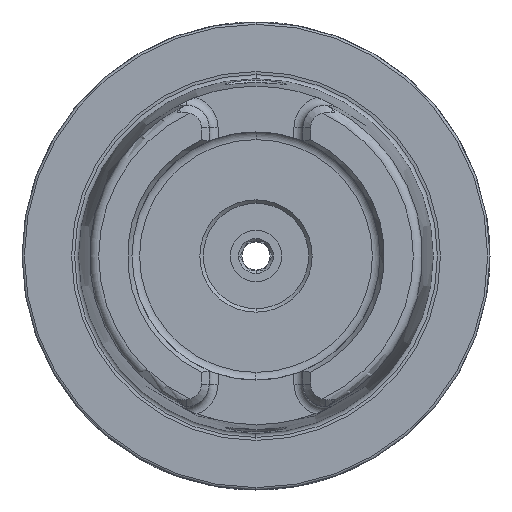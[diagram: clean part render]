
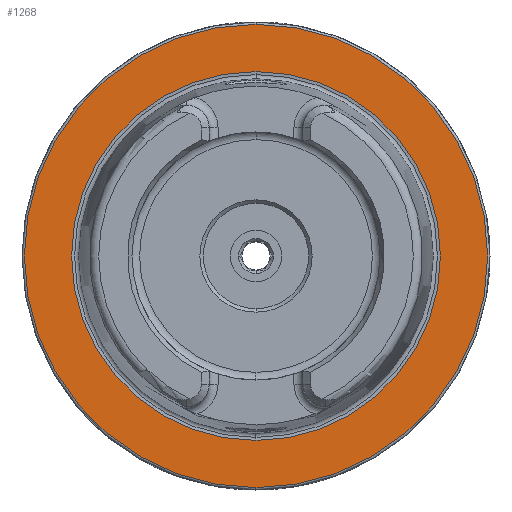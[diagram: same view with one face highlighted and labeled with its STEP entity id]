
A CAD part, left-side view. The second image highlights one B-rep face of the part: STEP entity #1268.
In plain terms, the highlighted planar face has unit normal (-1, 0, 0).
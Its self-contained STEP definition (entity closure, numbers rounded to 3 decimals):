
#546 = ORIENTED_EDGE ( 'NONE', *, *, #8251, .T. ) ;
#758 = PLANE ( 'NONE',  #3276 ) ;
#811 = CARTESIAN_POINT ( 'NONE',  ( 0., 49.5, 0. ) ) ;
#852 = DIRECTION ( 'NONE',  ( 0., 0., -1. ) ) ;
#884 = DIRECTION ( 'NONE',  ( 1., 0., 0. ) ) ;
#906 = DIRECTION ( 'NONE',  ( 0., 0., 1. ) ) ;
#907 = DIRECTION ( 'NONE',  ( -1., 0., 0. ) ) ;
#912 = CARTESIAN_POINT ( 'NONE',  ( 0., 0., 0. ) ) ;
#991 = ORIENTED_EDGE ( 'NONE', *, *, #8296, .F. ) ;
#1268 = ADVANCED_FACE ( 'NONE', ( #9098, #9139 ), #758, .F. ) ;
#1876 = VERTEX_POINT ( 'NONE', #9739 ) ;
#3276 = AXIS2_PLACEMENT_3D ( 'NONE', #811, #884, #852 ) ;
#3337 = CARTESIAN_POINT ( 'NONE',  ( 0., 0., -39.405 ) ) ;
#3354 = DIRECTION ( 'NONE',  ( 0., 0., 1. ) ) ;
#3359 = DIRECTION ( 'NONE',  ( -1., 0., 0. ) ) ;
#3371 = EDGE_LOOP ( 'NONE', ( #991, #10264 ) ) ;
#3382 = CARTESIAN_POINT ( 'NONE',  ( 0., 0., 0. ) ) ;
#3404 = EDGE_LOOP ( 'NONE', ( #7429, #546 ) ) ;
#3506 = DIRECTION ( 'NONE',  ( 0., 0., 1. ) ) ;
#3519 = DIRECTION ( 'NONE',  ( -1., 0., 0. ) ) ;
#3528 = CARTESIAN_POINT ( 'NONE',  ( 0., 0., 0. ) ) ;
#3851 = CIRCLE ( 'NONE', #9129, 49.5 ) ;
#3992 = EDGE_CURVE ( 'NONE', #6469, #9896, #4348, .T. ) ;
#4348 = CIRCLE ( 'NONE', #7756, 39.405 ) ;
#4415 = EDGE_CURVE ( 'NONE', #1876, #4663, #3851, .T. ) ;
#4663 = VERTEX_POINT ( 'NONE', #6170 ) ;
#5660 = CIRCLE ( 'NONE', #10460, 49.5 ) ;
#5750 = CIRCLE ( 'NONE', #9936, 39.405 ) ;
#6170 = CARTESIAN_POINT ( 'NONE',  ( 0., 0., -49.5 ) ) ;
#6469 = VERTEX_POINT ( 'NONE', #3337 ) ;
#7429 = ORIENTED_EDGE ( 'NONE', *, *, #4415, .T. ) ;
#7756 = AXIS2_PLACEMENT_3D ( 'NONE', #912, #907, #906 ) ;
#8251 = EDGE_CURVE ( 'NONE', #4663, #1876, #5660, .T. ) ;
#8296 = EDGE_CURVE ( 'NONE', #9896, #6469, #5750, .T. ) ;
#9098 = FACE_BOUND ( 'NONE', #3371, .T. ) ;
#9129 = AXIS2_PLACEMENT_3D ( 'NONE', #10206, #9926, #10128 ) ;
#9139 = FACE_OUTER_BOUND ( 'NONE', #3404, .T. ) ;
#9739 = CARTESIAN_POINT ( 'NONE',  ( 0., 0., 49.5 ) ) ;
#9844 = CARTESIAN_POINT ( 'NONE',  ( 0., 0., 39.405 ) ) ;
#9896 = VERTEX_POINT ( 'NONE', #9844 ) ;
#9926 = DIRECTION ( 'NONE',  ( -1., 0., 0. ) ) ;
#9936 = AXIS2_PLACEMENT_3D ( 'NONE', #3382, #3359, #3354 ) ;
#10128 = DIRECTION ( 'NONE',  ( 0., 0., 1. ) ) ;
#10206 = CARTESIAN_POINT ( 'NONE',  ( 0., 0., 0. ) ) ;
#10264 = ORIENTED_EDGE ( 'NONE', *, *, #3992, .F. ) ;
#10460 = AXIS2_PLACEMENT_3D ( 'NONE', #3528, #3519, #3506 ) ;
